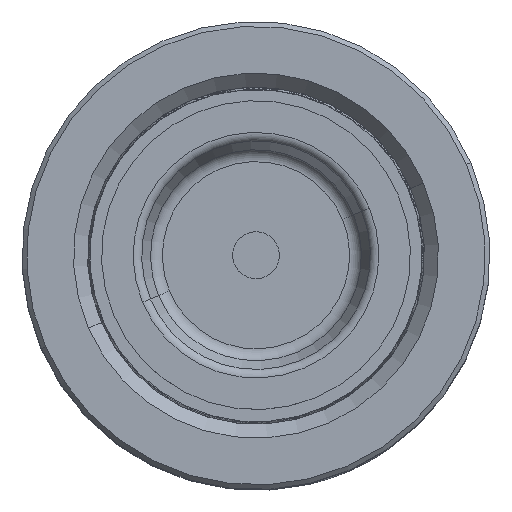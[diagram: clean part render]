
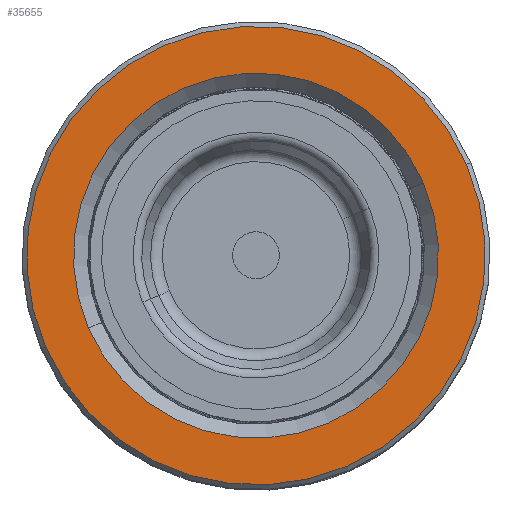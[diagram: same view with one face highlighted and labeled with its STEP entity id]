
A CAD part, top view. The second image highlights one B-rep face of the part: STEP entity #35655.
In plain terms, the highlighted planar face has unit normal (0, 0, 1).
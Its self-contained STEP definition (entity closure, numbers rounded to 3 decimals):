
#119 = DIRECTION ( 'NONE',  ( 0., 0., -1. ) ) ;
#1338 = CARTESIAN_POINT ( 'NONE',  ( 0., 0., 50. ) ) ;
#2915 = CARTESIAN_POINT ( 'NONE',  ( -24.5, 0., 50. ) ) ;
#5636 = DIRECTION ( 'NONE',  ( 0., 0., -1. ) ) ;
#6667 = DIRECTION ( 'NONE',  ( 1., 0., 0. ) ) ;
#7203 = CARTESIAN_POINT ( 'NONE',  ( 0., 0., 50. ) ) ;
#8790 = PLANE ( 'NONE',  #24830 ) ;
#9361 = EDGE_CURVE ( 'NONE', #37496, #35965, #36122, .T. ) ;
#9572 = CARTESIAN_POINT ( 'NONE',  ( 0., 0., 50. ) ) ;
#10038 = DIRECTION ( 'NONE',  ( 1., 0., 0. ) ) ;
#11459 = AXIS2_PLACEMENT_3D ( 'NONE', #9572, #5636, #10038 ) ;
#11832 = FACE_OUTER_BOUND ( 'NONE', #23316, .T. ) ;
#15120 = DIRECTION ( 'NONE',  ( 1., 0., 0. ) ) ;
#17539 = EDGE_CURVE ( 'NONE', #35965, #37496, #40079, .T. ) ;
#17635 = CARTESIAN_POINT ( 'NONE',  ( 0., 0., 50. ) ) ;
#19220 = ORIENTED_EDGE ( 'NONE', *, *, #39125, .T. ) ;
#19895 = AXIS2_PLACEMENT_3D ( 'NONE', #7203, #25190, #35007 ) ;
#21113 = ORIENTED_EDGE ( 'NONE', *, *, #35983, .T. ) ;
#21470 = VERTEX_POINT ( 'NONE', #31681 ) ;
#22034 = ORIENTED_EDGE ( 'NONE', *, *, #9361, .T. ) ;
#23316 = EDGE_LOOP ( 'NONE', ( #22034, #32118 ) ) ;
#24119 = VERTEX_POINT ( 'NONE', #41543 ) ;
#24830 = AXIS2_PLACEMENT_3D ( 'NONE', #1338, #33350, #15120 ) ;
#25190 = DIRECTION ( 'NONE',  ( 0., 0., 1. ) ) ;
#27829 = CIRCLE ( 'NONE', #42028, 19.5 ) ;
#31681 = CARTESIAN_POINT ( 'NONE',  ( 19.5, 0., 50. ) ) ;
#32118 = ORIENTED_EDGE ( 'NONE', *, *, #17539, .T. ) ;
#33350 = DIRECTION ( 'NONE',  ( 0., 0., 1. ) ) ;
#35007 = DIRECTION ( 'NONE',  ( 1., 0., 0. ) ) ;
#35655 = ADVANCED_FACE ( 'NONE', ( #11832, #36615 ), #8790, .T. ) ;
#35965 = VERTEX_POINT ( 'NONE', #42207 ) ;
#35983 = EDGE_CURVE ( 'NONE', #24119, #21470, #27829, .T. ) ;
#35998 = DIRECTION ( 'NONE',  ( 0., 0., 1. ) ) ;
#36122 = CIRCLE ( 'NONE', #39405, 24.5 ) ;
#36615 = FACE_BOUND ( 'NONE', #44736, .T. ) ;
#37496 = VERTEX_POINT ( 'NONE', #2915 ) ;
#39026 = DIRECTION ( 'NONE',  ( 1., 0., 0. ) ) ;
#39125 = EDGE_CURVE ( 'NONE', #21470, #24119, #43599, .T. ) ;
#39405 = AXIS2_PLACEMENT_3D ( 'NONE', #43263, #35998, #39026 ) ;
#40079 = CIRCLE ( 'NONE', #19895, 24.5 ) ;
#41543 = CARTESIAN_POINT ( 'NONE',  ( -19.5, 0., 50. ) ) ;
#42028 = AXIS2_PLACEMENT_3D ( 'NONE', #17635, #119, #6667 ) ;
#42207 = CARTESIAN_POINT ( 'NONE',  ( 24.5, 0., 50. ) ) ;
#43263 = CARTESIAN_POINT ( 'NONE',  ( 0., 0., 50. ) ) ;
#43599 = CIRCLE ( 'NONE', #11459, 19.5 ) ;
#44736 = EDGE_LOOP ( 'NONE', ( #19220, #21113 ) ) ;
